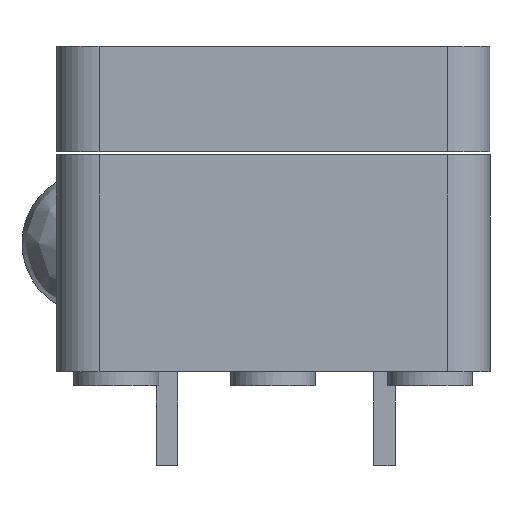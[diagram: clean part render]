
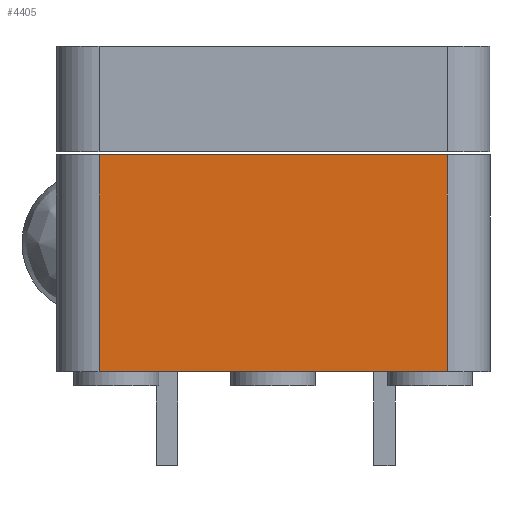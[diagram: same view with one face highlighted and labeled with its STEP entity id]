
A CAD part, front view. The second image highlights one B-rep face of the part: STEP entity #4405.
In plain terms, the highlighted planar face has unit normal (0, -1, 0).
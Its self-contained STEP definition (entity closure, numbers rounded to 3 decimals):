
#285=LINE('',#6714,#813);
#286=LINE('',#6716,#814);
#287=LINE('',#6718,#815);
#288=LINE('',#6719,#816);
#813=VECTOR('',#5462,12.2);
#814=VECTOR('',#5463,7.6);
#815=VECTOR('',#5464,12.2);
#816=VECTOR('',#5465,7.6);
#1232=PLANE('',#4725);
#1522=FACE_OUTER_BOUND('',#1817,.T.);
#1817=EDGE_LOOP('',(#3650,#3651,#3652,#3653));
#2258=VERTEX_POINT('',#6712);
#2259=VERTEX_POINT('',#6713);
#2260=VERTEX_POINT('',#6715);
#2261=VERTEX_POINT('',#6717);
#2757=EDGE_CURVE('',#2258,#2259,#285,.T.);
#2758=EDGE_CURVE('',#2259,#2260,#286,.T.);
#2759=EDGE_CURVE('',#2261,#2260,#287,.T.);
#2760=EDGE_CURVE('',#2258,#2261,#288,.T.);
#3650=ORIENTED_EDGE('',*,*,#2757,.T.);
#3651=ORIENTED_EDGE('',*,*,#2758,.T.);
#3652=ORIENTED_EDGE('',*,*,#2759,.F.);
#3653=ORIENTED_EDGE('',*,*,#2760,.F.);
#4405=ADVANCED_FACE('',(#1522),#1232,.T.);
#4725=AXIS2_PLACEMENT_3D('',#6711,#5460,#5461);
#5460=DIRECTION('center_axis',(0.,-1.,0.));
#5461=DIRECTION('ref_axis',(-1.,0.,0.));
#5462=DIRECTION('',(-1.,0.,0.));
#5463=DIRECTION('',(0.,0.,-1.));
#5464=DIRECTION('',(-1.,0.,0.));
#5465=DIRECTION('',(0.,0.,-1.));
#6711=CARTESIAN_POINT('Origin',(6.01,-14.83,8.1));
#6712=CARTESIAN_POINT('',(6.01,-14.83,8.1));
#6713=CARTESIAN_POINT('',(-6.19,-14.83,8.1));
#6714=CARTESIAN_POINT('',(6.01,-14.83,8.1));
#6715=CARTESIAN_POINT('',(-6.19,-14.83,0.5));
#6716=CARTESIAN_POINT('',(-6.19,-14.83,8.1));
#6717=CARTESIAN_POINT('',(6.01,-14.83,0.5));
#6718=CARTESIAN_POINT('',(6.01,-14.83,0.5));
#6719=CARTESIAN_POINT('',(6.01,-14.83,8.1));
